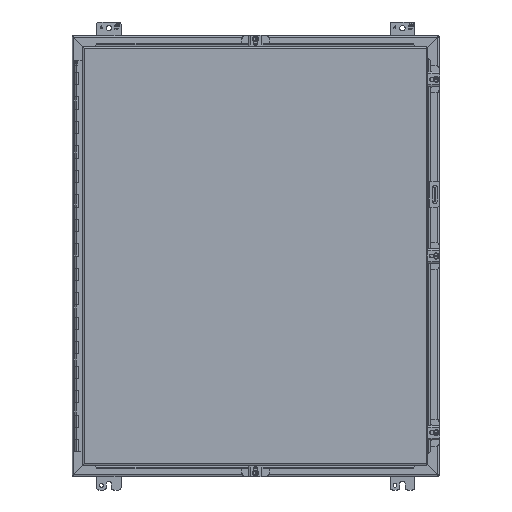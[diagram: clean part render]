
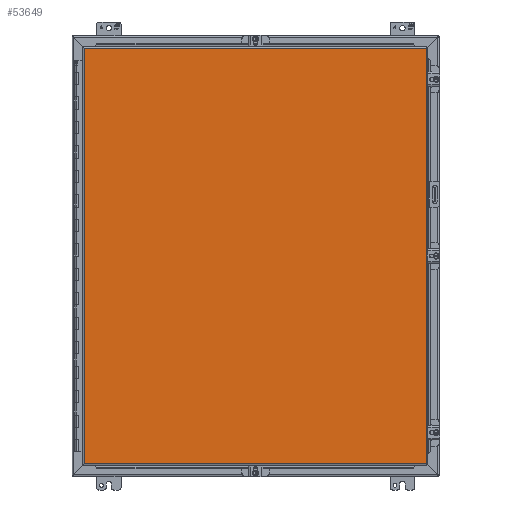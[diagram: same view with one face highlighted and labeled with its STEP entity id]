
A CAD part, front view. The second image highlights one B-rep face of the part: STEP entity #53649.
In plain terms, the highlighted planar face has unit normal (0, -1, 0).
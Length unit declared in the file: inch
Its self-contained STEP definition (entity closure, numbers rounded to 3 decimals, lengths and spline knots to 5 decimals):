
#1209 = VECTOR ( 'NONE', #52802, 39.37008 ) ;
#4539 = VECTOR ( 'NONE', #24103, 39.37008 ) ;
#9510 = EDGE_CURVE ( 'NONE', #58828, #35983, #20615, .T. ) ;
#12488 = ORIENTED_EDGE ( 'NONE', *, *, #9510, .F. ) ;
#13748 = CARTESIAN_POINT ( 'NONE',  ( -14.017, -17.21, -16.9945 ) ) ;
#14276 = VERTEX_POINT ( 'NONE', #53686 ) ;
#15388 = CARTESIAN_POINT ( 'NONE',  ( -14.017, -17.21, 16.9945 ) ) ;
#17069 = VECTOR ( 'NONE', #51911, 39.37008 ) ;
#17906 = VECTOR ( 'NONE', #46509, 39.37008 ) ;
#18542 = CARTESIAN_POINT ( 'NONE',  ( 13.955, -17.21, -16.9945 ) ) ;
#20615 = LINE ( 'NONE', #57317, #1209 ) ;
#24103 = DIRECTION ( 'NONE',  ( 1., 0., 0. ) ) ;
#24413 = LINE ( 'NONE', #15388, #4539 ) ;
#25441 = EDGE_CURVE ( 'NONE', #59007, #14276, #36299, .T. ) ;
#31657 = EDGE_CURVE ( 'NONE', #35983, #59007, #57002, .T. ) ;
#32986 = DIRECTION ( 'NONE',  ( 0., -1., 0. ) ) ;
#35983 = VERTEX_POINT ( 'NONE', #18542 ) ;
#36299 = LINE ( 'NONE', #13748, #17906 ) ;
#37484 = FACE_OUTER_BOUND ( 'NONE', #59258, .T. ) ;
#37780 = CARTESIAN_POINT ( 'NONE',  ( -14.017, -17.21, -16.9945 ) ) ;
#38078 = DIRECTION ( 'NONE',  ( 0., 0., -1. ) ) ;
#40438 = EDGE_CURVE ( 'NONE', #14276, #58828, #24413, .T. ) ;
#43284 = AXIS2_PLACEMENT_3D ( 'NONE', #37780, #32986, #38078 ) ;
#43740 = CARTESIAN_POINT ( 'NONE',  ( 13.955, -17.21, -16.9945 ) ) ;
#46365 = CARTESIAN_POINT ( 'NONE',  ( 13.955, -17.21, 16.9945 ) ) ;
#46509 = DIRECTION ( 'NONE',  ( 0., 0., 1. ) ) ;
#51911 = DIRECTION ( 'NONE',  ( -1., 0., 0. ) ) ;
#52231 = PLANE ( 'NONE',  #43284 ) ;
#52802 = DIRECTION ( 'NONE',  ( 0., 0., -1. ) ) ;
#53247 = CARTESIAN_POINT ( 'NONE',  ( -14.017, -17.21, -16.9945 ) ) ;
#53649 = ADVANCED_FACE ( 'NONE', ( #37484 ), #52231, .T. ) ;
#53686 = CARTESIAN_POINT ( 'NONE',  ( -14.017, -17.21, 16.9945 ) ) ;
#56686 = ORIENTED_EDGE ( 'NONE', *, *, #25441, .F. ) ;
#57002 = LINE ( 'NONE', #43740, #17069 ) ;
#57317 = CARTESIAN_POINT ( 'NONE',  ( 13.955, -17.21, 16.9945 ) ) ;
#58474 = ORIENTED_EDGE ( 'NONE', *, *, #31657, .F. ) ;
#58828 = VERTEX_POINT ( 'NONE', #46365 ) ;
#59007 = VERTEX_POINT ( 'NONE', #53247 ) ;
#59258 = EDGE_LOOP ( 'NONE', ( #12488, #59327, #56686, #58474 ) ) ;
#59327 = ORIENTED_EDGE ( 'NONE', *, *, #40438, .F. ) ;
